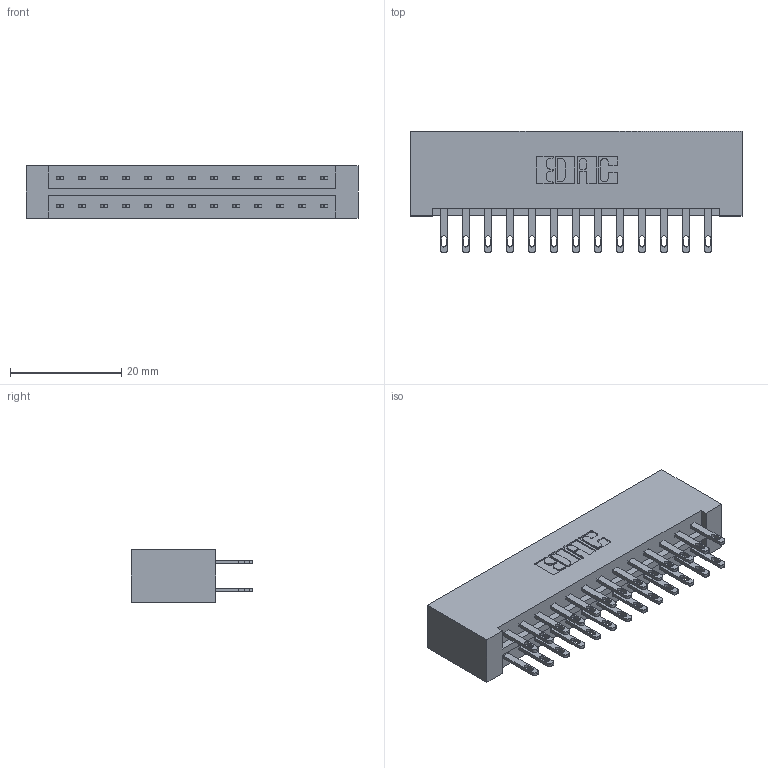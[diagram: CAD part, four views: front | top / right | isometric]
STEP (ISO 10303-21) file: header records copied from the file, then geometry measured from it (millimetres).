
FILE_DESCRIPTION (( 'STEP AP203' ), '1' );
FILE_NAME ('833-026-500-201.STEP', '2020-06-02T00:22:27', ( '' ), ( '' ), 'SwSTEP 2.0', 'SolidWorks 2020', '' );
FILE_SCHEMA (( 'CONFIG_CONTROL_DESIGN' ));
Length unit declared in the file: inch
Products named in the file (3): 345-292-001_345-293-100; 833-026-500-201; 833 Part_Lugless
Assembly tree (27 placements, depth 2):
  833-026-500-201
    833 Part_Lugless
    345-292-001_345-293-100  x26
Bounding box: 59.77 x 21.85 x 9.4 mm (x, y, z)
Volume: 6542.3 mm3; surface area: 7733.4 mm2
Topology: 27 solids, 27 shells, 1354 faces, 4109 edges, 2738 vertices
Faces by surface type: plane 846, cylinder 508
Entity records: 11767 total; most frequent: CARTESIAN_POINT 1982, ORIENTED_EDGE 1918, DIRECTION 1739, EDGE_CURVE 959, VECTOR 835, LINE 835, VERTEX_POINT 638, AXIS2_PLACEMENT_3D 452
